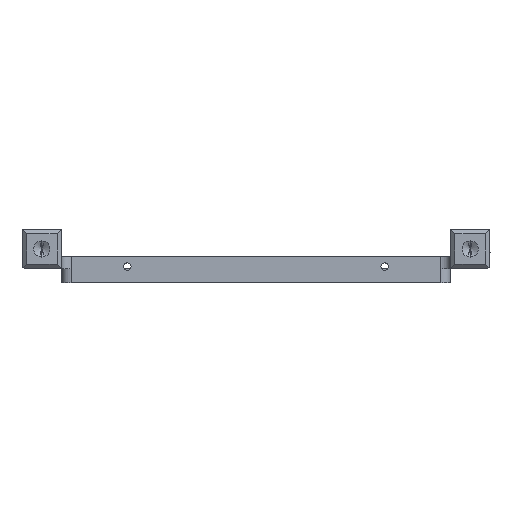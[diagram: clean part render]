
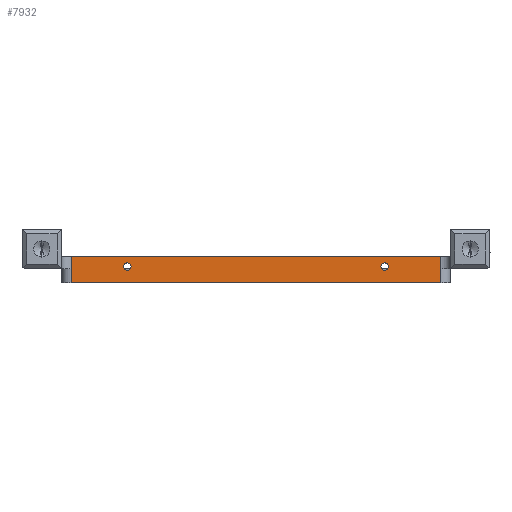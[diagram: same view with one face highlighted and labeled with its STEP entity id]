
A CAD part, front view. The second image highlights one B-rep face of the part: STEP entity #7932.
In plain terms, the highlighted planar face has unit normal (0, -1, 0).
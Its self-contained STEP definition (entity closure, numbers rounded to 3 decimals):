
#23 = VECTOR ( 'NONE', #1572, 1000. ) ;
#159 = ORIENTED_EDGE ( 'NONE', *, *, #13108, .F. ) ;
#274 = CARTESIAN_POINT ( 'NONE',  ( -39.5, -49.75, -3. ) ) ;
#660 = VECTOR ( 'NONE', #3561, 1000. ) ;
#720 = VERTEX_POINT ( 'NONE', #13708 ) ;
#1280 = LINE ( 'NONE', #14635, #5262 ) ;
#1368 = ORIENTED_EDGE ( 'NONE', *, *, #28366, .T. ) ;
#1572 = DIRECTION ( 'NONE',  ( -1., 0., 0. ) ) ;
#1657 = CARTESIAN_POINT ( 'NONE',  ( -39.5, -49.75, 2.6 ) ) ;
#2470 = VERTEX_POINT ( 'NONE', #32992 ) ;
#2780 = AXIS2_PLACEMENT_3D ( 'NONE', #25404, #6068, #38299 ) ;
#2791 = EDGE_CURVE ( 'NONE', #29674, #23763, #31294, .T. ) ;
#3192 = DIRECTION ( 'NONE',  ( 1., 0., 0. ) ) ;
#3264 = VECTOR ( 'NONE', #37263, 1000. ) ;
#3410 = FACE_OUTER_BOUND ( 'NONE', #38844, .T. ) ;
#3561 = DIRECTION ( 'NONE',  ( 0., 0., 1. ) ) ;
#3615 = DIRECTION ( 'NONE',  ( 0., -1., 0. ) ) ;
#3865 = ORIENTED_EDGE ( 'NONE', *, *, #25522, .F. ) ;
#4126 = AXIS2_PLACEMENT_3D ( 'NONE', #17128, #7179, #23716 ) ;
#4136 = LINE ( 'NONE', #40393, #28894 ) ;
#5071 = CARTESIAN_POINT ( 'NONE',  ( -27.5, -49.75, 1.3 ) ) ;
#5089 = EDGE_LOOP ( 'NONE', ( #26739, #32782 ) ) ;
#5248 = CARTESIAN_POINT ( 'NONE',  ( -27.5, -49.75, 0.5 ) ) ;
#5262 = VECTOR ( 'NONE', #40740, 1000. ) ;
#6068 = DIRECTION ( 'NONE',  ( 0., -1., 0. ) ) ;
#6791 = CARTESIAN_POINT ( 'NONE',  ( -39.5, -49.75, 0. ) ) ;
#7179 = DIRECTION ( 'NONE',  ( 0., -1., 0. ) ) ;
#7753 = DIRECTION ( 'NONE',  ( 0., 0., -1. ) ) ;
#7932 = ADVANCED_FACE ( 'NONE', ( #23137, #18531, #3410 ), #28081, .T. ) ;
#8253 = EDGE_CURVE ( 'NONE', #26142, #32257, #18841, .T. ) ;
#9069 = DIRECTION ( 'NONE',  ( 0., -1., 0. ) ) ;
#9143 = VERTEX_POINT ( 'NONE', #12128 ) ;
#11006 = CARTESIAN_POINT ( 'NONE',  ( 27.5, -49.75, -0.3 ) ) ;
#11392 = CARTESIAN_POINT ( 'NONE',  ( 39.5, -49.75, -3. ) ) ;
#12128 = CARTESIAN_POINT ( 'NONE',  ( 39.5, -49.75, 2.6 ) ) ;
#12463 = DIRECTION ( 'NONE',  ( 0., 0., -1. ) ) ;
#13013 = ORIENTED_EDGE ( 'NONE', *, *, #28827, .F. ) ;
#13108 = EDGE_CURVE ( 'NONE', #2470, #16454, #24458, .T. ) ;
#13218 = DIRECTION ( 'NONE',  ( 0., -1., 0. ) ) ;
#13572 = EDGE_CURVE ( 'NONE', #23763, #29674, #21099, .T. ) ;
#13708 = CARTESIAN_POINT ( 'NONE',  ( 39.5, -49.75, 0. ) ) ;
#14577 = VERTEX_POINT ( 'NONE', #23188 ) ;
#14635 = CARTESIAN_POINT ( 'NONE',  ( 39.5, -49.75, 2.6 ) ) ;
#14997 = AXIS2_PLACEMENT_3D ( 'NONE', #39508, #13218, #16611 ) ;
#15484 = CIRCLE ( 'NONE', #33784, 0.8 ) ;
#16218 = AXIS2_PLACEMENT_3D ( 'NONE', #37825, #3615, #3192 ) ;
#16454 = VERTEX_POINT ( 'NONE', #5071 ) ;
#16611 = DIRECTION ( 'NONE',  ( 0., 0., -1. ) ) ;
#16727 = ORIENTED_EDGE ( 'NONE', *, *, #17081, .T. ) ;
#17072 = DIRECTION ( 'NONE',  ( -1., 0., 0. ) ) ;
#17081 = EDGE_CURVE ( 'NONE', #9143, #19009, #4136, .T. ) ;
#17128 = CARTESIAN_POINT ( 'NONE',  ( -27.5, -49.75, 0.5 ) ) ;
#18531 = FACE_BOUND ( 'NONE', #5089, .T. ) ;
#18841 = LINE ( 'NONE', #29447, #660 ) ;
#19009 = VERTEX_POINT ( 'NONE', #1657 ) ;
#20490 = CARTESIAN_POINT ( 'NONE',  ( -39.5, -49.75, 0. ) ) ;
#21099 = CIRCLE ( 'NONE', #2780, 0.8 ) ;
#22685 = EDGE_CURVE ( 'NONE', #14577, #720, #24749, .T. ) ;
#22909 = EDGE_LOOP ( 'NONE', ( #159, #13013 ) ) ;
#23137 = FACE_BOUND ( 'NONE', #22909, .T. ) ;
#23188 = CARTESIAN_POINT ( 'NONE',  ( 39.5, -49.75, -3. ) ) ;
#23716 = DIRECTION ( 'NONE',  ( 0., 0., -1. ) ) ;
#23763 = VERTEX_POINT ( 'NONE', #11006 ) ;
#23925 = ORIENTED_EDGE ( 'NONE', *, *, #8253, .F. ) ;
#24458 = CIRCLE ( 'NONE', #4126, 0.8 ) ;
#24598 = CARTESIAN_POINT ( 'NONE',  ( 27.5, -49.75, 1.3 ) ) ;
#24749 = LINE ( 'NONE', #11392, #3264 ) ;
#25404 = CARTESIAN_POINT ( 'NONE',  ( 27.5, -49.75, 0.5 ) ) ;
#25522 = EDGE_CURVE ( 'NONE', #14577, #26142, #34996, .T. ) ;
#26142 = VERTEX_POINT ( 'NONE', #274 ) ;
#26714 = VECTOR ( 'NONE', #7753, 1000. ) ;
#26739 = ORIENTED_EDGE ( 'NONE', *, *, #13572, .F. ) ;
#28081 = PLANE ( 'NONE',  #16218 ) ;
#28366 = EDGE_CURVE ( 'NONE', #720, #9143, #1280, .T. ) ;
#28827 = EDGE_CURVE ( 'NONE', #16454, #2470, #15484, .T. ) ;
#28894 = VECTOR ( 'NONE', #17072, 1000. ) ;
#29447 = CARTESIAN_POINT ( 'NONE',  ( -39.5, -49.75, -3. ) ) ;
#29674 = VERTEX_POINT ( 'NONE', #24598 ) ;
#29923 = EDGE_CURVE ( 'NONE', #19009, #32257, #37210, .T. ) ;
#31294 = CIRCLE ( 'NONE', #14997, 0.8 ) ;
#31629 = CARTESIAN_POINT ( 'NONE',  ( 0., -49.75, -3. ) ) ;
#32257 = VERTEX_POINT ( 'NONE', #6791 ) ;
#32782 = ORIENTED_EDGE ( 'NONE', *, *, #2791, .F. ) ;
#32992 = CARTESIAN_POINT ( 'NONE',  ( -27.5, -49.75, -0.3 ) ) ;
#33784 = AXIS2_PLACEMENT_3D ( 'NONE', #5248, #9069, #12463 ) ;
#34996 = LINE ( 'NONE', #31629, #23 ) ;
#37210 = LINE ( 'NONE', #20490, #26714 ) ;
#37215 = ORIENTED_EDGE ( 'NONE', *, *, #29923, .T. ) ;
#37263 = DIRECTION ( 'NONE',  ( 0., 0., 1. ) ) ;
#37825 = CARTESIAN_POINT ( 'NONE',  ( 0., -49.75, 2.6 ) ) ;
#38299 = DIRECTION ( 'NONE',  ( 0., 0., -1. ) ) ;
#38844 = EDGE_LOOP ( 'NONE', ( #16727, #37215, #23925, #3865, #39280, #1368 ) ) ;
#39280 = ORIENTED_EDGE ( 'NONE', *, *, #22685, .T. ) ;
#39508 = CARTESIAN_POINT ( 'NONE',  ( 27.5, -49.75, 0.5 ) ) ;
#40393 = CARTESIAN_POINT ( 'NONE',  ( 0., -49.75, 2.6 ) ) ;
#40740 = DIRECTION ( 'NONE',  ( 0., 0., 1. ) ) ;
